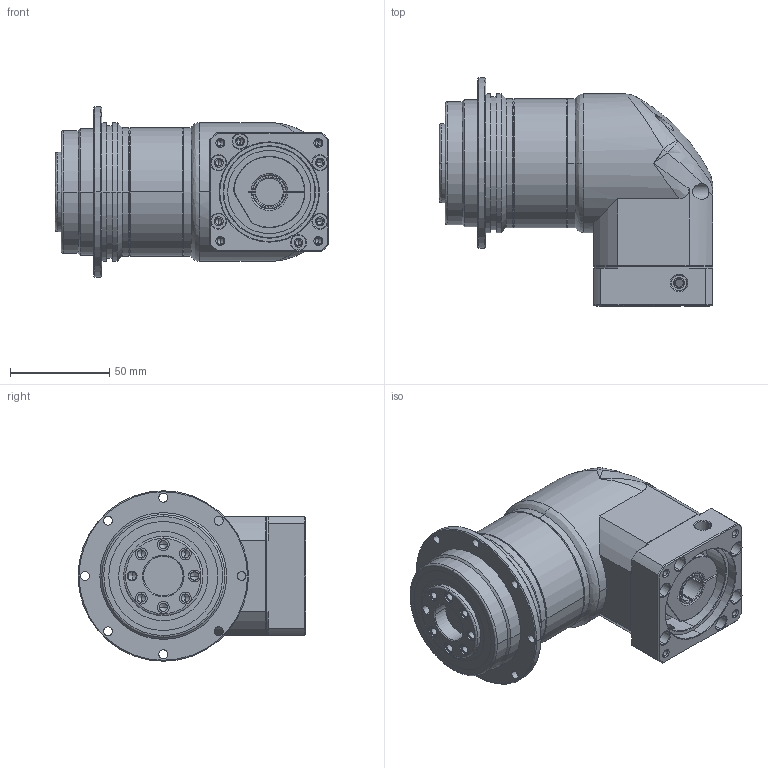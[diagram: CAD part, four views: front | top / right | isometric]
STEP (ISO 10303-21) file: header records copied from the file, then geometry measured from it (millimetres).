
FILE_DESCRIPTION (( 'STEP AP214' ), '1' );
FILE_NAME ('SDL064-L2-14-50-70-M4-M5.STEP', '2022-02-25T00:29:49', ( 'admin' ), ( '' ), 'SwSTEP 2.0', 'SolidWorks 2013', '' );
FILE_SCHEMA (( 'AUTOMOTIVE_DESIGN' ));
Length unit declared in the file: millimetre
Products named in the file (6): SD064; SDL060-50-70M4; SDL060_X2_8F9351658F7495017D2773AF_X0_-14; PB060_X2_4E007EA79F7F5708_X0_; SDL060_X2_94DD58F3_X0_-14; SDL064-L2-14-50-70-M4-M5
Assembly tree (5 placements, depth 2):
  SDL064-L2-14-50-70-M4-M5
    SDL060_X2_94DD58F3_X0_-14
    PB060_X2_4E007EA79F7F5708_X0_
    SDL060_X2_8F9351658F7495017D2773AF_X0_-14
    SDL060-50-70M4
    SD064
Bounding box: 138 x 115 x 86 mm (x, y, z)
Volume: 533644.5 mm3; surface area: 101446.6 mm2
Topology: 7 solids, 7 shells, 499 faces, 1269 edges, 775 vertices
Faces by surface type: cylinder 246, cone 129, plane 96, bspline 26, torus 2
Entity records: 23242 total; most frequent: CARTESIAN_POINT 5514, DIRECTION 2625, ORIENTED_EDGE 2410, EDGE_CURVE 1205, AXIS2_PLACEMENT_3D 1081, VERTEX_POINT 775, EDGE_LOOP 622, CIRCLE 600
